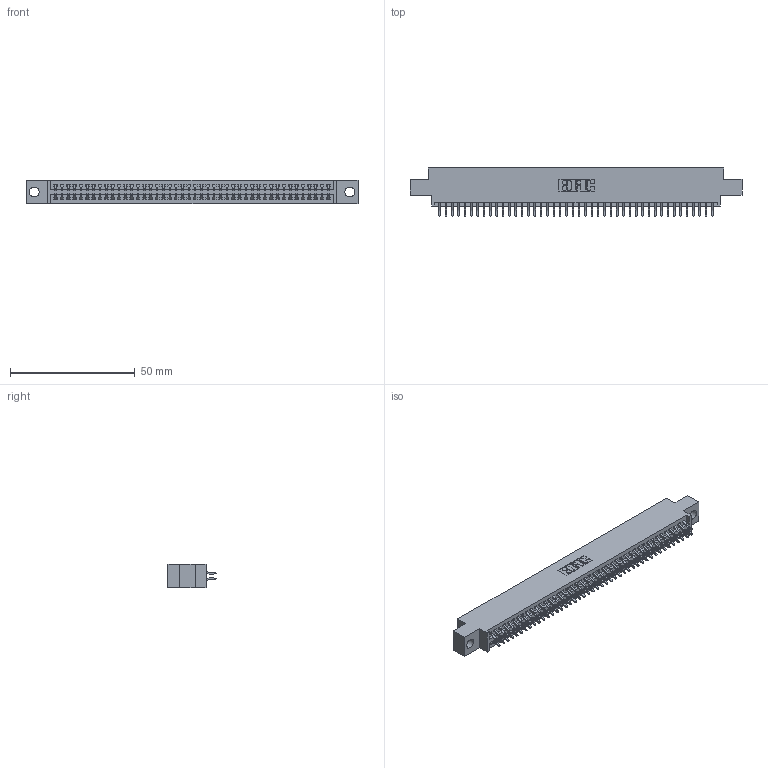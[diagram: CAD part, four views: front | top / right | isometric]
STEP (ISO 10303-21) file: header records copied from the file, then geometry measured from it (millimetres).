
FILE_DESCRIPTION (( 'STEP AP203' ), '1' );
FILE_NAME ('345-088-556-804.STEP', '2021-05-20T14:23:28', ( '' ), ( '' ), 'SwSTEP 2.0', 'SolidWorks 2020', '' );
FILE_SCHEMA (( 'CONFIG_CONTROL_DESIGN' ));
Length unit declared in the file: inch
Products named in the file (3): 345-292-001_556 Tail; 345-088-556-804; 345 Part_0.170 Offset - 0.156 Dia-TI
Assembly tree (89 placements, depth 2):
  345-088-556-804
    345 Part_0.170 Offset - 0.156 Dia-TI
    345-292-001_556 Tail  x88
Bounding box: 132.97 x 19.24 x 9.4 mm (x, y, z)
Volume: 12712.5 mm3; surface area: 18748 mm2
Topology: 89 solids, 89 shells, 5072 faces, 15085 edges, 9938 vertices
Faces by surface type: plane 3354, cylinder 1718
Entity records: 35025 total; most frequent: CARTESIAN_POINT 5890, ORIENTED_EDGE 5810, DIRECTION 5177, EDGE_CURVE 2905, LINE 2589, VECTOR 2589, VERTEX_POINT 1934, AXIS2_PLACEMENT_3D 1294
